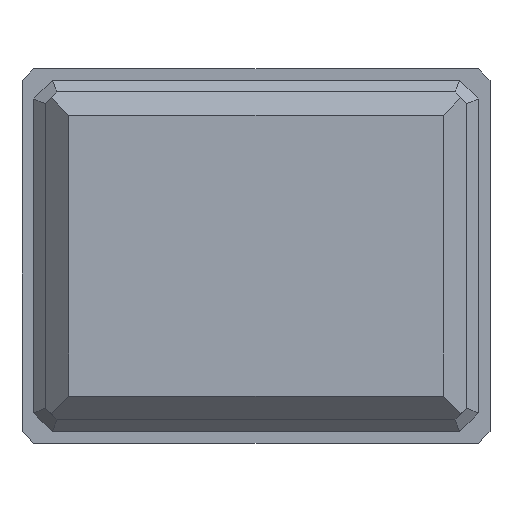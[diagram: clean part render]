
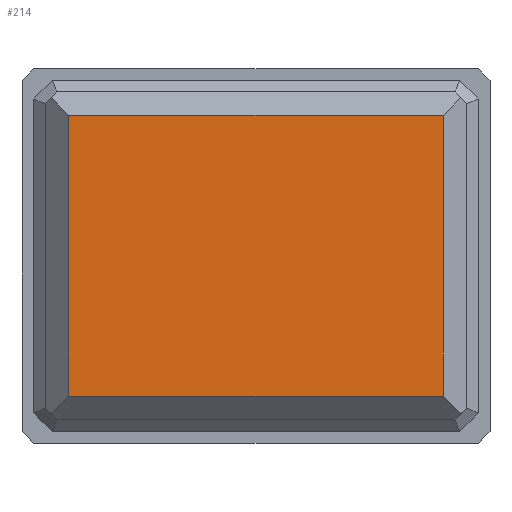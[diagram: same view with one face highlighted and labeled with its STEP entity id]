
A CAD part, top view. The second image highlights one B-rep face of the part: STEP entity #214.
In plain terms, the highlighted planar face has unit normal (0, 0, 1).
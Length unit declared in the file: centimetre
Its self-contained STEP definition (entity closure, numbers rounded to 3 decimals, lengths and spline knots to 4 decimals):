
#21 = CARTESIAN_POINT ( 'NONE',  ( -0.1164, 0.0688, 0.08 ) ) ;
#81 = CARTESIAN_POINT ( 'NONE',  ( 0., 0., 0.08 ) ) ;
#123 = VECTOR ( 'NONE', #687, 100. ) ;
#214 = ADVANCED_FACE ( 'NONE', ( #940 ), #1247, .F. ) ;
#250 = CARTESIAN_POINT ( 'NONE',  ( 0.0436, 0.0688, 0.08 ) ) ;
#252 = VERTEX_POINT ( 'NONE', #319 ) ;
#295 = CARTESIAN_POINT ( 'NONE',  ( -0.1164, 0., 0.08 ) ) ;
#319 = CARTESIAN_POINT ( 'NONE',  ( 0.0436, -0.0512, 0.08 ) ) ;
#334 = EDGE_CURVE ( 'NONE', #556, #252, #655, .T. ) ;
#336 = DIRECTION ( 'NONE',  ( -1., 0., 0. ) ) ;
#372 = CARTESIAN_POINT ( 'NONE',  ( 0., -0.0512, 0.08 ) ) ;
#386 = VECTOR ( 'NONE', #488, 100. ) ;
#390 = LINE ( 'NONE', #1157, #727 ) ;
#434 = ORIENTED_EDGE ( 'NONE', *, *, #953, .T. ) ;
#458 = EDGE_CURVE ( 'NONE', #252, #767, #809, .T. ) ;
#488 = DIRECTION ( 'NONE',  ( 1., 0., 0. ) ) ;
#497 = LINE ( 'NONE', #295, #123 ) ;
#541 = ORIENTED_EDGE ( 'NONE', *, *, #1004, .T. ) ;
#556 = VERTEX_POINT ( 'NONE', #1049 ) ;
#577 = DIRECTION ( 'NONE',  ( -1., 0., 0. ) ) ;
#655 = LINE ( 'NONE', #372, #386 ) ;
#664 = VECTOR ( 'NONE', #1246, 100. ) ;
#687 = DIRECTION ( 'NONE',  ( 0., -1., 0. ) ) ;
#727 = VECTOR ( 'NONE', #336, 100. ) ;
#764 = EDGE_LOOP ( 'NONE', ( #887, #541, #434, #1079 ) ) ;
#767 = VERTEX_POINT ( 'NONE', #250 ) ;
#809 = LINE ( 'NONE', #1140, #664 ) ;
#839 = AXIS2_PLACEMENT_3D ( 'NONE', #81, #1142, #577 ) ;
#887 = ORIENTED_EDGE ( 'NONE', *, *, #458, .T. ) ;
#940 = FACE_OUTER_BOUND ( 'NONE', #764, .T. ) ;
#953 = EDGE_CURVE ( 'NONE', #971, #556, #497, .T. ) ;
#971 = VERTEX_POINT ( 'NONE', #21 ) ;
#1004 = EDGE_CURVE ( 'NONE', #767, #971, #390, .T. ) ;
#1049 = CARTESIAN_POINT ( 'NONE',  ( -0.1164, -0.0512, 0.08 ) ) ;
#1079 = ORIENTED_EDGE ( 'NONE', *, *, #334, .T. ) ;
#1140 = CARTESIAN_POINT ( 'NONE',  ( 0.0436, 0., 0.08 ) ) ;
#1142 = DIRECTION ( 'NONE',  ( 0., 0., -1. ) ) ;
#1157 = CARTESIAN_POINT ( 'NONE',  ( 0., 0.0688, 0.08 ) ) ;
#1246 = DIRECTION ( 'NONE',  ( 0., 1., 0. ) ) ;
#1247 = PLANE ( 'NONE',  #839 ) ;
